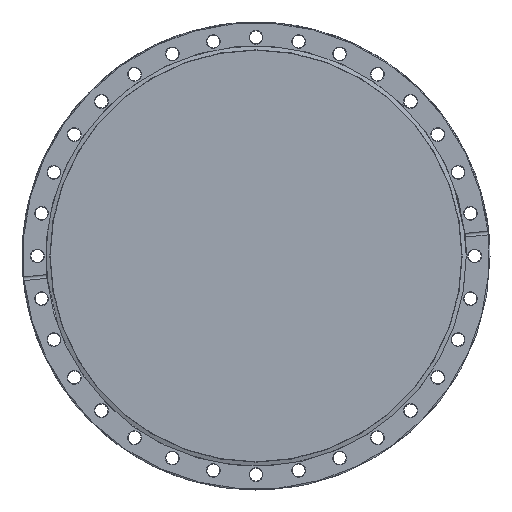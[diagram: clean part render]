
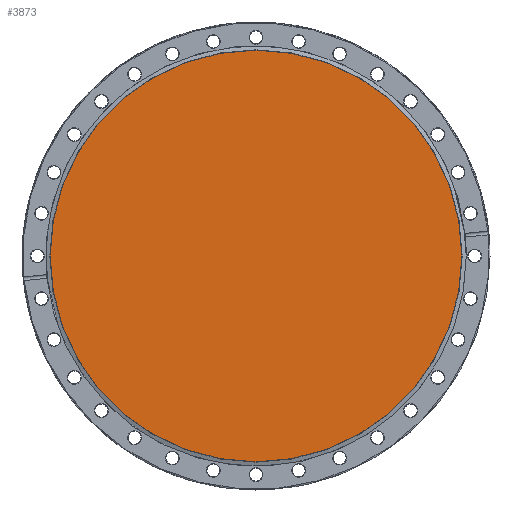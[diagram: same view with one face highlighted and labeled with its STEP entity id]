
A CAD part, front view. The second image highlights one B-rep face of the part: STEP entity #3873.
In plain terms, the highlighted planar face has unit normal (0, -1, 0).
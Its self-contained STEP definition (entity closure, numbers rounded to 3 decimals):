
#104=PLANE('',#4258);
#847=FACE_OUTER_BOUND('',#1129,.T.);
#1129=EDGE_LOOP('',(#3572,#3573));
#1341=CIRCLE('',#4259,133.714);
#1342=CIRCLE('',#4260,133.714);
#1867=VERTEX_POINT('',#19570);
#1868=VERTEX_POINT('',#19571);
#2438=EDGE_CURVE('',#1867,#1868,#1341,.T.);
#2439=EDGE_CURVE('',#1868,#1867,#1342,.T.);
#3572=ORIENTED_EDGE('',*,*,#2438,.F.);
#3573=ORIENTED_EDGE('',*,*,#2439,.F.);
#3873=ADVANCED_FACE('',(#847),#104,.T.);
#4258=AXIS2_PLACEMENT_3D('',#19569,#5197,#5198);
#4259=AXIS2_PLACEMENT_3D('',#19572,#5199,#5200);
#4260=AXIS2_PLACEMENT_3D('',#19573,#5201,#5202);
#5197=DIRECTION('center_axis',(0.,-1.,0.));
#5198=DIRECTION('ref_axis',(0.,0.,-1.));
#5199=DIRECTION('center_axis',(0.,1.,0.));
#5200=DIRECTION('ref_axis',(1.,0.,0.));
#5201=DIRECTION('center_axis',(0.,1.,0.));
#5202=DIRECTION('ref_axis',(1.,0.,0.));
#19569=CARTESIAN_POINT('Origin',(-133.714,1.17,0.));
#19570=CARTESIAN_POINT('',(-133.714,1.17,0.));
#19571=CARTESIAN_POINT('',(133.714,1.17,0.));
#19572=CARTESIAN_POINT('Origin',(0.,1.17,0.));
#19573=CARTESIAN_POINT('Origin',(0.,1.17,0.));
